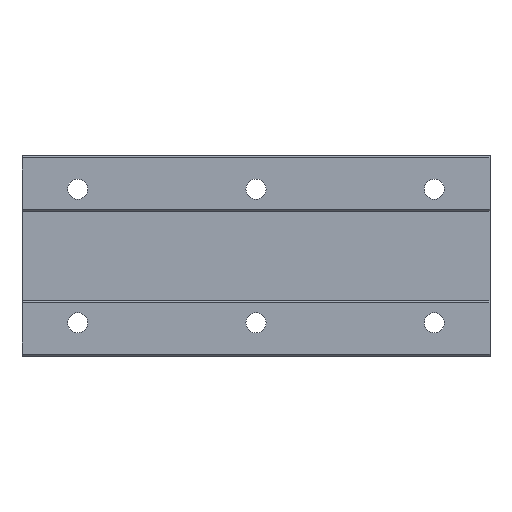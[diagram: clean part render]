
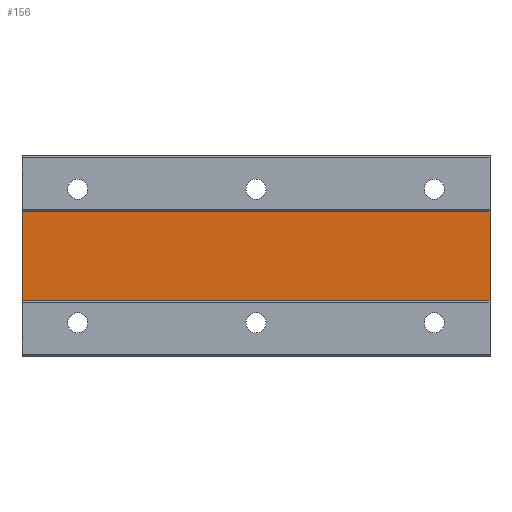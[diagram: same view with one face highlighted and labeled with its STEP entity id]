
A CAD part, front view. The second image highlights one B-rep face of the part: STEP entity #156.
In plain terms, the highlighted planar face has unit normal (0, -1, 0).
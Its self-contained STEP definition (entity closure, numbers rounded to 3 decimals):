
#6 = CARTESIAN_POINT ( 'NONE',  ( 185., 1., 20. ) ) ;
#16 = DIRECTION ( 'NONE',  ( -1., 0., 0. ) ) ;
#155 = DIRECTION ( 'NONE',  ( 0., 0., 1. ) ) ;
#156 = ADVANCED_FACE ( 'NONE', ( #958 ), #638, .F. ) ;
#197 = LINE ( 'NONE', #1314, #1233 ) ;
#280 = DIRECTION ( 'NONE',  ( 1., 0., 0. ) ) ;
#300 = ORIENTED_EDGE ( 'NONE', *, *, #361, .F. ) ;
#304 = AXIS2_PLACEMENT_3D ( 'NONE', #6, #660, #155 ) ;
#361 = EDGE_CURVE ( 'NONE', #1238, #1353, #595, .T. ) ;
#403 = EDGE_LOOP ( 'NONE', ( #465, #1893, #300, #1164 ) ) ;
#427 = EDGE_CURVE ( 'NONE', #1238, #1668, #1129, .T. ) ;
#465 = ORIENTED_EDGE ( 'NONE', *, *, #2001, .F. ) ;
#466 = CARTESIAN_POINT ( 'NONE',  ( -25., 1., 44.91 ) ) ;
#595 = LINE ( 'NONE', #1735, #976 ) ;
#638 = PLANE ( 'NONE',  #304 ) ;
#660 = DIRECTION ( 'NONE',  ( 0., 1., 0. ) ) ;
#730 = EDGE_CURVE ( 'NONE', #1353, #1480, #1697, .T. ) ;
#768 = CARTESIAN_POINT ( 'NONE',  ( -25., 1., 20. ) ) ;
#947 = VECTOR ( 'NONE', #966, 1000. ) ;
#958 = FACE_OUTER_BOUND ( 'NONE', #403, .T. ) ;
#966 = DIRECTION ( 'NONE',  ( 0., 0., -1. ) ) ;
#976 = VECTOR ( 'NONE', #280, 1000. ) ;
#1045 = VECTOR ( 'NONE', #2047, 1000. ) ;
#1129 = LINE ( 'NONE', #466, #947 ) ;
#1164 = ORIENTED_EDGE ( 'NONE', *, *, #427, .T. ) ;
#1233 = VECTOR ( 'NONE', #16, 1000. ) ;
#1238 = VERTEX_POINT ( 'NONE', #768 ) ;
#1314 = CARTESIAN_POINT ( 'NONE',  ( 185., 1., -20. ) ) ;
#1353 = VERTEX_POINT ( 'NONE', #1464 ) ;
#1464 = CARTESIAN_POINT ( 'NONE',  ( 185., 1., 20. ) ) ;
#1480 = VERTEX_POINT ( 'NONE', #1587 ) ;
#1559 = CARTESIAN_POINT ( 'NONE',  ( 185., 1., 44.91 ) ) ;
#1587 = CARTESIAN_POINT ( 'NONE',  ( 185., 1., -20. ) ) ;
#1668 = VERTEX_POINT ( 'NONE', #1692 ) ;
#1692 = CARTESIAN_POINT ( 'NONE',  ( -25., 1., -20. ) ) ;
#1697 = LINE ( 'NONE', #1559, #1045 ) ;
#1735 = CARTESIAN_POINT ( 'NONE',  ( 185., 1., 20. ) ) ;
#1893 = ORIENTED_EDGE ( 'NONE', *, *, #730, .F. ) ;
#2001 = EDGE_CURVE ( 'NONE', #1480, #1668, #197, .T. ) ;
#2047 = DIRECTION ( 'NONE',  ( 0., 0., -1. ) ) ;
